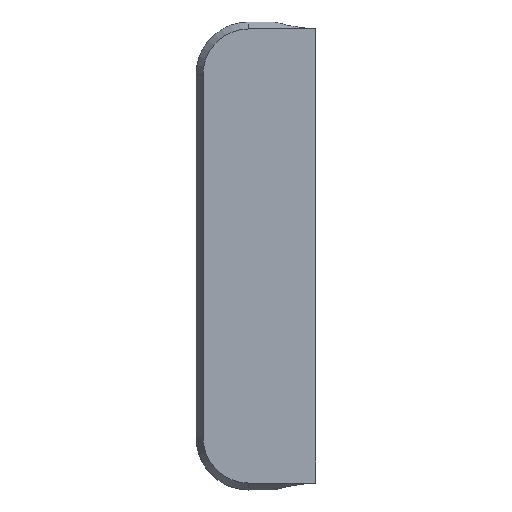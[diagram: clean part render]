
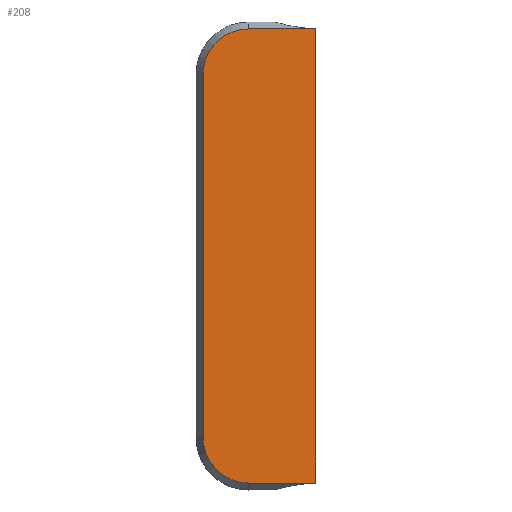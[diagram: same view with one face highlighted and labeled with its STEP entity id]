
A CAD part, top view. The second image highlights one B-rep face of the part: STEP entity #208.
In plain terms, the highlighted planar face has unit normal (0, 0, 1).
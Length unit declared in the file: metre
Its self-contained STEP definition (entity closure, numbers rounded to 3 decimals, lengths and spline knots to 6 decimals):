
#17=PLANE('',#237);
#26=CIRCLE('',#238,0.0131);
#27=CIRCLE('',#239,0.0131);
#64=ORIENTED_EDGE('',*,*,#114,.T.);
#65=ORIENTED_EDGE('',*,*,#115,.T.);
#66=ORIENTED_EDGE('',*,*,#98,.T.);
#67=ORIENTED_EDGE('',*,*,#116,.T.);
#68=ORIENTED_EDGE('',*,*,#117,.T.);
#69=ORIENTED_EDGE('',*,*,#118,.T.);
#98=EDGE_CURVE('',#128,#127,#142,.F.);
#114=EDGE_CURVE('',#137,#138,#26,.T.);
#115=EDGE_CURVE('',#138,#128,#151,.T.);
#116=EDGE_CURVE('',#127,#139,#152,.T.);
#117=EDGE_CURVE('',#139,#140,#27,.T.);
#118=EDGE_CURVE('',#140,#137,#153,.T.);
#127=VERTEX_POINT('',#347);
#128=VERTEX_POINT('',#349);
#137=VERTEX_POINT('',#394);
#138=VERTEX_POINT('',#395);
#139=VERTEX_POINT('',#398);
#140=VERTEX_POINT('',#400);
#142=LINE('',#348,#159);
#151=LINE('',#396,#168);
#152=LINE('',#397,#169);
#153=LINE('',#401,#170);
#159=VECTOR('',#249,1.);
#168=VECTOR('',#280,1.);
#169=VECTOR('',#281,1.);
#170=VECTOR('',#284,1.);
#181=EDGE_LOOP('',(#64,#65,#66,#67,#68,#69));
#194=FACE_BOUND('',#181,.T.);
#208=ADVANCED_FACE('',(#194),#17,.T.);
#237=AXIS2_PLACEMENT_3D('',#392,#276,#277);
#238=AXIS2_PLACEMENT_3D('',#393,#278,#279);
#239=AXIS2_PLACEMENT_3D('',#399,#282,#283);
#249=DIRECTION('',(0.,-1.,0.));
#276=DIRECTION('',(0.,0.,1.));
#277=DIRECTION('',(1.,0.,0.));
#278=DIRECTION('',(0.,0.,1.));
#279=DIRECTION('',(1.,0.,0.));
#280=DIRECTION('',(1.,0.,0.));
#281=DIRECTION('',(-1.,0.,0.));
#282=DIRECTION('',(0.,0.,1.));
#283=DIRECTION('',(1.,0.,0.));
#284=DIRECTION('',(0.,-1.,0.));
#347=CARTESIAN_POINT('',(-0.081438,0.0654,0.0299));
#348=CARTESIAN_POINT('',(-0.081438,0.,0.0299));
#349=CARTESIAN_POINT('',(-0.081438,-0.0654,0.0299));
#392=CARTESIAN_POINT('',(-0.01475,0.,0.0299));
#393=CARTESIAN_POINT('',(-0.1008,-0.0523,0.0299));
#394=CARTESIAN_POINT('',(-0.1139,-0.0523,0.0299));
#395=CARTESIAN_POINT('',(-0.1008,-0.0654,0.0299));
#396=CARTESIAN_POINT('',(-0.081438,-0.0654,0.0299));
#397=CARTESIAN_POINT('',(-0.01475,0.0654,0.0299));
#398=CARTESIAN_POINT('',(-0.1008,0.0654,0.0299));
#399=CARTESIAN_POINT('',(-0.1008,0.0523,0.0299));
#400=CARTESIAN_POINT('',(-0.1139,0.0523,0.0299));
#401=CARTESIAN_POINT('',(-0.1139,-0.0523,0.0299));
